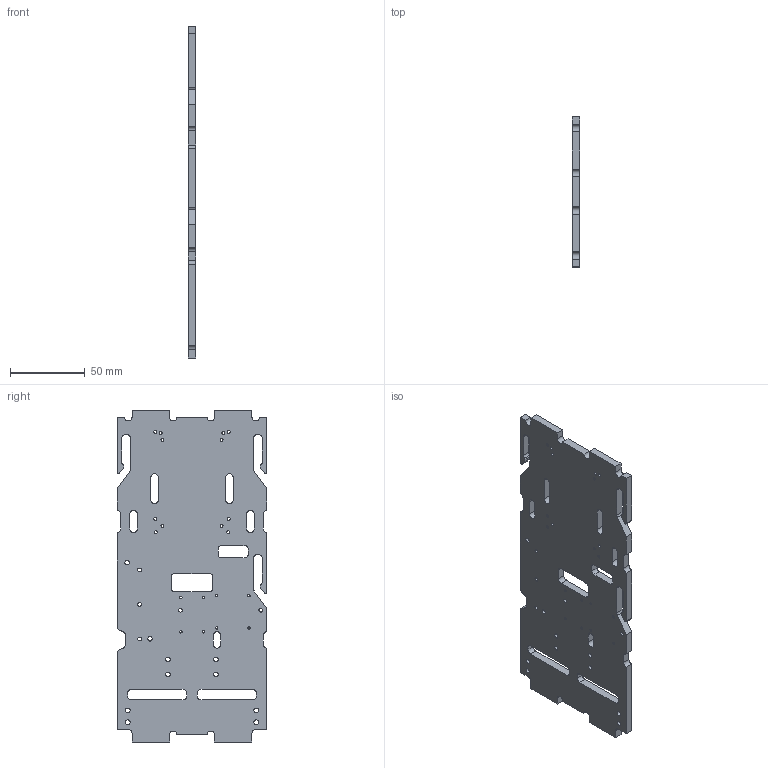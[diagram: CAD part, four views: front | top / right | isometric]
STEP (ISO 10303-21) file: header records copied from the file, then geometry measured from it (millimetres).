
FILE_DESCRIPTION(/* description */ (''),/* implementation_level */ '2;1');
FILE_NAME(/* name */ 'acrylic board-dup.step',/* time_stamp */ '2021-07-08T09:10:34+02:00',/* author */ (''),/* organization */ (''),/* preprocessor_version */ 'ST-DEVELOPER v18.1',/* originating_system */ 'Autodesk Translation Framework v10.9.0.1377',/* authorisation */ '');
FILE_SCHEMA (('AUTOMOTIVE_DESIGN { 1 0 10303 214 3 1 1 }'));
Length unit declared in the file: millimetre
Products named in the file (1): acrylic board
Bounding box: 5 x 100 x 221.53 mm (x, y, z)
Volume: 96348.7 mm3; surface area: 46647.7 mm2
Topology: 1 solids, 1 shells, 177 faces, 525 edges, 350 vertices
Faces by surface type: cylinder 100, plane 77
Full cylindrical faces by diameter (mm): 1.6 x8, 2 x12, 2.5 x5, 3 x1, 3.1 x9
Entity records: 6372 total; most frequent: DIRECTION 1081, CARTESIAN_POINT 1053, ORIENTED_EDGE 1050, EDGE_CURVE 525, AXIS2_PLACEMENT_3D 378, VERTEX_POINT 350, LINE 325, VECTOR 325
